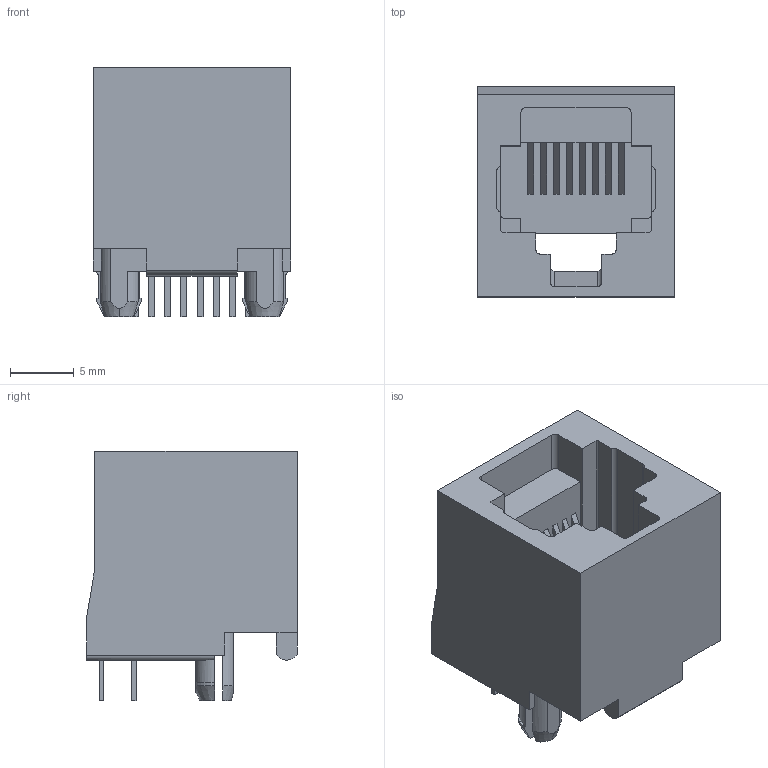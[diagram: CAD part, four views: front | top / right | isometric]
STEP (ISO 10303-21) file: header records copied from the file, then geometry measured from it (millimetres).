
FILE_DESCRIPTION (( 'STEP AP214' ), '1' );
FILE_NAME ('c-5569284-1-b-3d.STEP', '2020-03-16T17:31:17', ( '' ), ( '' ), 'SwSTEP 2.0', 'SolidWorks 2019', '' );
FILE_SCHEMA (( 'AUTOMOTIVE_DESIGN' ));
Length unit declared in the file: millimetre
Products named in the file (1): c-5569284-1-b-3d
Bounding box: 15.49 x 16.51 x 19.56 mm (x, y, z)
Volume: 2336.8 mm3; surface area: 2417.2 mm2
Topology: 1 solids, 1 shells, 180 faces, 511 edges, 340 vertices
Faces by surface type: plane 144, cylinder 31, cone 5
Entity records: 6713 total; most frequent: CARTESIAN_POINT 1133, ORIENTED_EDGE 1022, DIRECTION 923, EDGE_CURVE 511, VECTOR 431, LINE 431, VERTEX_POINT 340, AXIS2_PLACEMENT_3D 246
